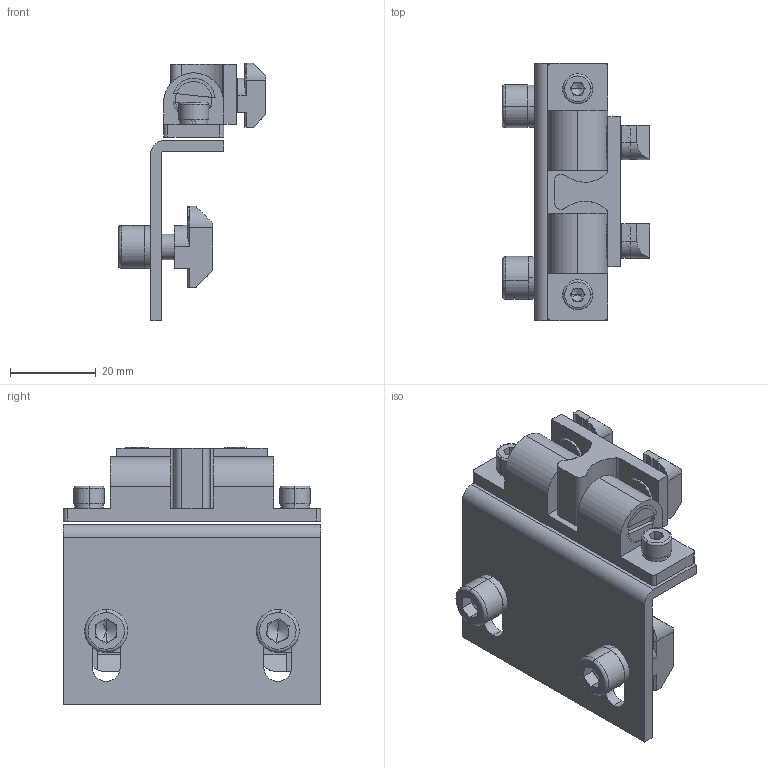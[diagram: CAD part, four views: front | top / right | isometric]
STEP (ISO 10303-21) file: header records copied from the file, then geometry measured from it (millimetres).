
FILE_DESCRIPTION (( 'STEP AP203' ), '1' );
FILE_NAME ('7.41.14.3045.ST.STEP', '2014-06-26T02:13:57', ( 'USER' ), ( 'Microsoft' ), 'SwSTEP 2.0', 'SolidWorks 2012', '' );
FILE_SCHEMA (( 'CONFIG_CONTROL_DESIGN' ));
Length unit declared in the file: millimetre
Products named in the file (1): 7.41.14.3045.ST
Bounding box: 34.42 x 60 x 60.09 mm (x, y, z)
Surface area: 16611.4 mm2 (no closed solid volume)
Topology: 0 solids, 27 shells, 301 faces, 973 edges, 682 vertices
Faces by surface type: plane 180, cylinder 86, cone 27, torus 8
Entity records: 10834 total; most frequent: CARTESIAN_POINT 2430, DIRECTION 1749, ORIENTED_EDGE 1588, EDGE_CURVE 961, VERTEX_POINT 682, AXIS2_PLACEMENT_3D 595, VECTOR 559, LINE 559
